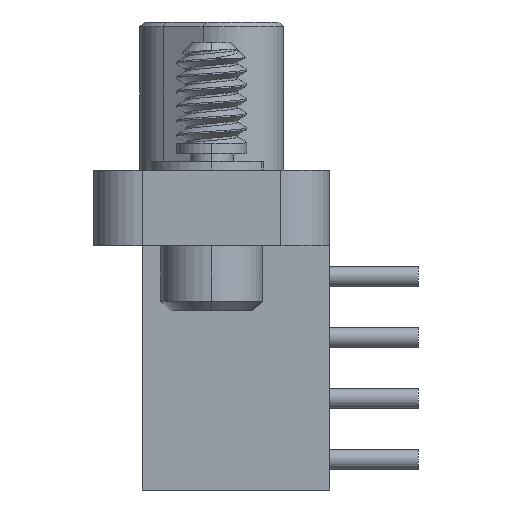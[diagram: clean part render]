
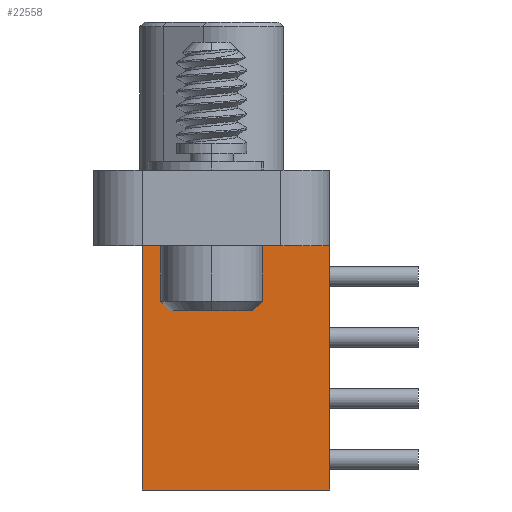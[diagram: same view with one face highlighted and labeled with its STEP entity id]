
A CAD part, left-side view. The second image highlights one B-rep face of the part: STEP entity #22558.
In plain terms, the highlighted planar face has unit normal (-1, 0, 0).
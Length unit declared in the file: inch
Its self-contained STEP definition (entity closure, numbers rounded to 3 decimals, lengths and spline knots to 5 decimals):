
#711 = DIRECTION ( 'NONE',  ( 1., 0., 0. ) ) ;
#1002 = LINE ( 'NONE', #23515, #33386 ) ;
#3886 = LINE ( 'NONE', #18332, #56223 ) ;
#5695 = VERTEX_POINT ( 'NONE', #53700 ) ;
#6905 = VERTEX_POINT ( 'NONE', #31602 ) ;
#8775 = DIRECTION ( 'NONE',  ( 0., -1., 0. ) ) ;
#11867 = ORIENTED_EDGE ( 'NONE', *, *, #27540, .T. ) ;
#13890 = VECTOR ( 'NONE', #8775, 39.37008 ) ;
#14593 = EDGE_CURVE ( 'NONE', #29918, #5695, #3886, .T. ) ;
#16781 = CARTESIAN_POINT ( 'NONE',  ( -0.1925, -0.145, -0.0465 ) ) ;
#18276 = FACE_OUTER_BOUND ( 'NONE', #38400, .T. ) ;
#18332 = CARTESIAN_POINT ( 'NONE',  ( -0.1925, 0.085, -0.0465 ) ) ;
#18492 = VECTOR ( 'NONE', #51972, 39.37008 ) ;
#22558 = ADVANCED_FACE ( 'NONE', ( #18276 ), #31300, .F. ) ;
#23515 = CARTESIAN_POINT ( 'NONE',  ( -0.1925, 0.085, -0.0465 ) ) ;
#25613 = LINE ( 'NONE', #40182, #13890 ) ;
#27095 = CARTESIAN_POINT ( 'NONE',  ( -0.1925, 0.085, -0.0465 ) ) ;
#27540 = EDGE_CURVE ( 'NONE', #29918, #42122, #25613, .T. ) ;
#28066 = AXIS2_PLACEMENT_3D ( 'NONE', #27095, #711, #31479 ) ;
#29918 = VERTEX_POINT ( 'NONE', #38039 ) ;
#31300 = PLANE ( 'NONE',  #28066 ) ;
#31479 = DIRECTION ( 'NONE',  ( 0., 0., -1. ) ) ;
#31602 = CARTESIAN_POINT ( 'NONE',  ( -0.1925, -0.145, -0.0465 ) ) ;
#33386 = VECTOR ( 'NONE', #54242, 39.37008 ) ;
#36017 = DIRECTION ( 'NONE',  ( 0., 0., 1. ) ) ;
#38039 = CARTESIAN_POINT ( 'NONE',  ( -0.1925, 0.085, -0.3465 ) ) ;
#38400 = EDGE_LOOP ( 'NONE', ( #41640, #39738, #42268, #11867 ) ) ;
#39738 = ORIENTED_EDGE ( 'NONE', *, *, #49966, .F. ) ;
#40182 = CARTESIAN_POINT ( 'NONE',  ( -0.1925, 0.085, -0.3465 ) ) ;
#40549 = LINE ( 'NONE', #16781, #18492 ) ;
#41640 = ORIENTED_EDGE ( 'NONE', *, *, #47379, .T. ) ;
#42122 = VERTEX_POINT ( 'NONE', #53479 ) ;
#42268 = ORIENTED_EDGE ( 'NONE', *, *, #14593, .F. ) ;
#47379 = EDGE_CURVE ( 'NONE', #42122, #6905, #40549, .T. ) ;
#49966 = EDGE_CURVE ( 'NONE', #5695, #6905, #1002, .T. ) ;
#51972 = DIRECTION ( 'NONE',  ( 0., 0., 1. ) ) ;
#53479 = CARTESIAN_POINT ( 'NONE',  ( -0.1925, -0.145, -0.3465 ) ) ;
#53700 = CARTESIAN_POINT ( 'NONE',  ( -0.1925, 0.085, -0.0465 ) ) ;
#54242 = DIRECTION ( 'NONE',  ( 0., -1., 0. ) ) ;
#56223 = VECTOR ( 'NONE', #36017, 39.37008 ) ;
